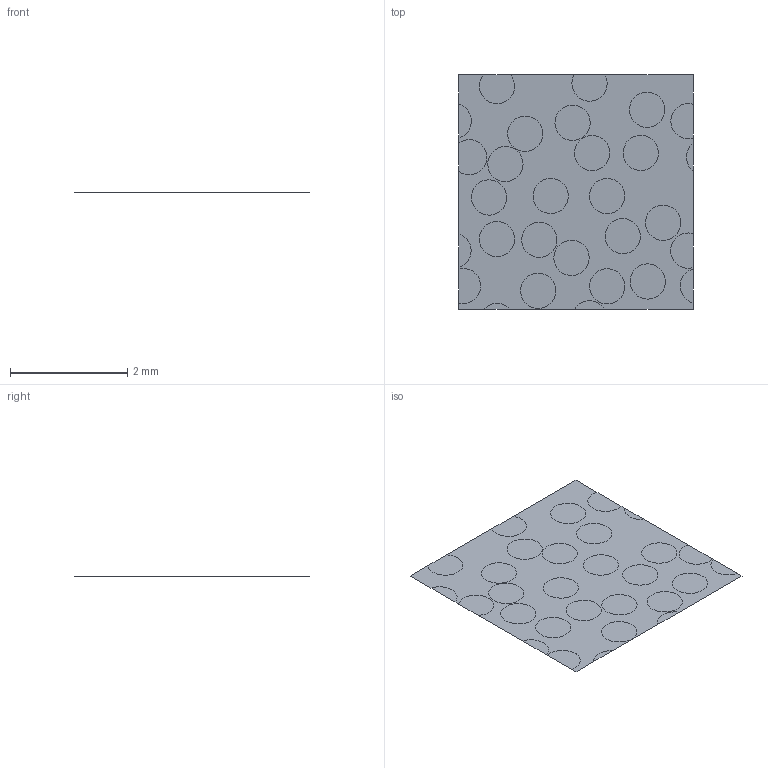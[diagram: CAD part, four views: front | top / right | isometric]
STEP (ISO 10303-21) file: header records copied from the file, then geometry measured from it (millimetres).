
FILE_DESCRIPTION(('Open CASCADE Model'),'2;1');
FILE_NAME('Open CASCADE Shape Model','2021-11-23T09:56:32',('Author'),( 'Open CASCADE'),'Open CASCADE STEP processor 7.6','Open CASCADE 7.6' ,'Unknown');
FILE_SCHEMA(('AUTOMOTIVE_DESIGN { 1 0 10303 214 1 1 1 1 }'));
Length unit declared in the file: millimetre
Products named in the file (31): Open CASCADE STEP translator 7.6 1; Open CASCADE STEP translator 7.6 1.1; Open CASCADE STEP translator 7.6 1.2; Open CASCADE STEP translator 7.6 1.3; Open CASCADE STEP translator 7.6 1.4; Open CASCADE STEP translator 7.6 1.5; Open CASCADE STEP translator 7.6 1.6; Open CASCADE STEP translator 7.6 1.7; Open CASCADE STEP translator 7.6 1.8; Open CASCADE STEP translator 7.6 1.9; Open CASCADE STEP translator 7.6 1.10; Open CASCADE STEP translator 7.6 1.11; Open CASCADE STEP translator 7.6 1.12; Open CASCADE STEP translator 7.6 1.13; Open CASCADE STEP translator 7.6 1.14; Open CASCADE STEP translator 7.6 1.15; Open CASCADE STEP translator 7.6 1.16; Open CASCADE STEP translator 7.6 1.17; Open CASCADE STEP translator 7.6 1.18; Open CASCADE STEP translator 7.6 1.19; Open CASCADE STEP translator 7.6 1.20; Open CASCADE STEP translator 7.6 1.21; Open CASCADE STEP translator 7.6 1.22; Open CASCADE STEP translator 7.6 1.23; Open CASCADE STEP translator 7.6 1.24; Open CASCADE STEP translator 7.6 1.25; Open CASCADE STEP translator 7.6 1.26; Open CASCADE STEP translator 7.6 1.27; Open CASCADE STEP translator 7.6 1.28; Open CASCADE STEP translator 7.6 1.29; Open CASCADE STEP translator 7.6 1.30
Assembly tree (30 placements, depth 2):
  Open CASCADE STEP translator 7.6 1
    Open CASCADE STEP translator 7.6 1.1
    Open CASCADE STEP translator 7.6 1.2
    Open CASCADE STEP translator 7.6 1.3
    Open CASCADE STEP translator 7.6 1.4
    Open CASCADE STEP translator 7.6 1.5
    Open CASCADE STEP translator 7.6 1.6
    Open CASCADE STEP translator 7.6 1.7
    Open CASCADE STEP translator 7.6 1.8
    Open CASCADE STEP translator 7.6 1.9
    Open CASCADE STEP translator 7.6 1.10
    Open CASCADE STEP translator 7.6 1.11
    Open CASCADE STEP translator 7.6 1.12
    Open CASCADE STEP translator 7.6 1.13
    Open CASCADE STEP translator 7.6 1.14
    Open CASCADE STEP translator 7.6 1.15
    Open CASCADE STEP translator 7.6 1.16
    Open CASCADE STEP translator 7.6 1.17
    Open CASCADE STEP translator 7.6 1.18
    Open CASCADE STEP translator 7.6 1.19
    Open CASCADE STEP translator 7.6 1.20
    Open CASCADE STEP translator 7.6 1.21
    Open CASCADE STEP translator 7.6 1.22
    Open CASCADE STEP translator 7.6 1.23
    Open CASCADE STEP translator 7.6 1.24
    Open CASCADE STEP translator 7.6 1.25
    Open CASCADE STEP translator 7.6 1.26
    Open CASCADE STEP translator 7.6 1.27
    Open CASCADE STEP translator 7.6 1.28
    Open CASCADE STEP translator 7.6 1.29
    Open CASCADE STEP translator 7.6 1.30
Bounding box: 4 x 4 x 0 mm (x, y, z)
Surface area: 16 mm2 (no closed solid volume)
Topology: 0 solids, 30 shells, 30 faces, 98 edges, 98 vertices
Faces by surface type: plane 30
Entity records: 2430 total; most frequent: DIRECTION 388, CARTESIAN_POINT 355, AXIS2_PLACEMENT_3D 131, ORIENTED_EDGE 98, EDGE_CURVE 98, VERTEX_POINT 98, SURFACE_CURVE 98, PCURVE 98
